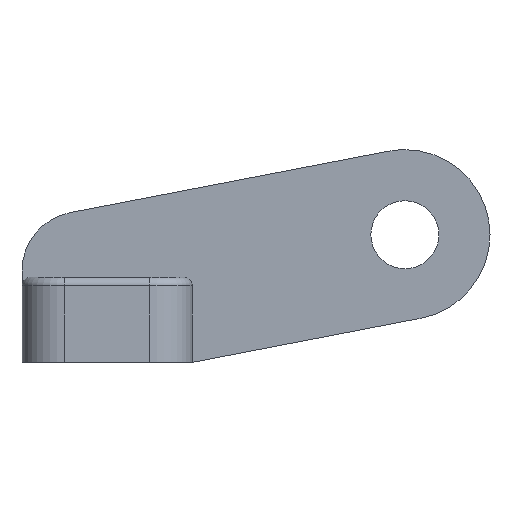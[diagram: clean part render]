
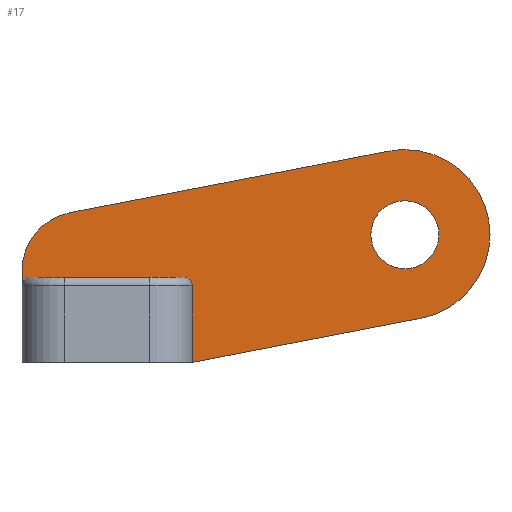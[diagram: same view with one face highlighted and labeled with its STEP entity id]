
A CAD part, left-side view. The second image highlights one B-rep face of the part: STEP entity #17.
In plain terms, the highlighted planar face has unit normal (-1, 0, 0).
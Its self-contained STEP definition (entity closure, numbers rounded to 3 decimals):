
#17 = ADVANCED_FACE('',(#18,#122),#133,.T.);
#18 = FACE_BOUND('',#19,.F.);
#19 = EDGE_LOOP('',(#20,#30,#39,#47,#56,#65,#74,#82,#90,#99,#107,#116));
#20 = ORIENTED_EDGE('',*,*,#21,.T.);
#21 = EDGE_CURVE('',#22,#24,#26,.T.);
#22 = VERTEX_POINT('',#23);
#23 = CARTESIAN_POINT('',(-22.7,10.,10.));
#24 = VERTEX_POINT('',#25);
#25 = CARTESIAN_POINT('',(-22.7,10.,10.735));
#26 = LINE('',#27,#28);
#27 = CARTESIAN_POINT('',(-22.7,10.,10.));
#28 = VECTOR('',#29,1.);
#29 = DIRECTION('',(0.,0.,1.));
#30 = ORIENTED_EDGE('',*,*,#31,.T.);
#31 = EDGE_CURVE('',#24,#32,#34,.T.);
#32 = VERTEX_POINT('',#33);
#33 = CARTESIAN_POINT('',(-22.7,4.324,17.608));
#34 = CIRCLE('',#35,7.);
#35 = AXIS2_PLACEMENT_3D('',#36,#37,#38);
#36 = CARTESIAN_POINT('',(-22.7,3.,10.735));
#37 = DIRECTION('',(1.,0.,0.));
#38 = DIRECTION('',(0.,-1.,0.));
#39 = ORIENTED_EDGE('',*,*,#40,.T.);
#40 = EDGE_CURVE('',#32,#41,#43,.T.);
#41 = VERTEX_POINT('',#42);
#42 = CARTESIAN_POINT('',(-22.7,-33.108,24.819));
#43 = LINE('',#44,#45);
#44 = CARTESIAN_POINT('',(-22.7,-3.604,19.136));
#45 = VECTOR('',#46,1.);
#46 = DIRECTION('',(0.,-0.982,0.189)
  );
#47 = ORIENTED_EDGE('',*,*,#48,.F.);
#48 = EDGE_CURVE('',#49,#41,#51,.T.);
#49 = VERTEX_POINT('',#50);
#50 = CARTESIAN_POINT('',(-22.7,-35.,25.));
#51 = CIRCLE('',#52,10.);
#52 = AXIS2_PLACEMENT_3D('',#53,#54,#55);
#53 = CARTESIAN_POINT('',(-22.7,-35.,15.));
#54 = DIRECTION('',(-1.,0.,0.));
#55 = DIRECTION('',(0.,1.,0.));
#56 = ORIENTED_EDGE('',*,*,#57,.F.);
#57 = EDGE_CURVE('',#58,#49,#60,.T.);
#58 = VERTEX_POINT('',#59);
#59 = CARTESIAN_POINT('',(-22.7,-45.,15.));
#60 = CIRCLE('',#61,10.);
#61 = AXIS2_PLACEMENT_3D('',#62,#63,#64);
#62 = CARTESIAN_POINT('',(-22.7,-35.,15.));
#63 = DIRECTION('',(-1.,0.,0.));
#64 = DIRECTION('',(0.,1.,0.));
#65 = ORIENTED_EDGE('',*,*,#66,.F.);
#66 = EDGE_CURVE('',#67,#58,#69,.T.);
#67 = VERTEX_POINT('',#68);
#68 = CARTESIAN_POINT('',(-22.7,-36.892,5.181));
#69 = CIRCLE('',#70,10.);
#70 = AXIS2_PLACEMENT_3D('',#71,#72,#73);
#71 = CARTESIAN_POINT('',(-22.7,-35.,15.));
#72 = DIRECTION('',(-1.,0.,0.));
#73 = DIRECTION('',(0.,1.,0.));
#74 = ORIENTED_EDGE('',*,*,#75,.T.);
#75 = EDGE_CURVE('',#67,#76,#78,.T.);
#76 = VERTEX_POINT('',#77);
#77 = CARTESIAN_POINT('',(-22.7,-10.,0.));
#78 = LINE('',#79,#80);
#79 = CARTESIAN_POINT('',(-22.7,-28.941,3.649));
#80 = VECTOR('',#81,1.);
#81 = DIRECTION('',(0.,0.982,-0.189));
#82 = ORIENTED_EDGE('',*,*,#83,.T.);
#83 = EDGE_CURVE('',#76,#84,#86,.T.);
#84 = VERTEX_POINT('',#85);
#85 = CARTESIAN_POINT('',(-22.7,-10.,9.));
#86 = LINE('',#87,#88);
#87 = CARTESIAN_POINT('',(-22.7,-10.,0.));
#88 = VECTOR('',#89,1.);
#89 = DIRECTION('',(0.,0.,1.));
#90 = ORIENTED_EDGE('',*,*,#91,.T.);
#91 = EDGE_CURVE('',#84,#92,#94,.T.);
#92 = VERTEX_POINT('',#93);
#93 = CARTESIAN_POINT('',(-22.7,-9.,10.));
#94 = CIRCLE('',#95,1.);
#95 = AXIS2_PLACEMENT_3D('',#96,#97,#98);
#96 = CARTESIAN_POINT('',(-22.7,-9.,9.));
#97 = DIRECTION('',(-1.,0.,0.));
#98 = DIRECTION('',(0.,1.,0.));
#99 = ORIENTED_EDGE('',*,*,#100,.T.);
#100 = EDGE_CURVE('',#92,#101,#103,.T.);
#101 = VERTEX_POINT('',#102);
#102 = CARTESIAN_POINT('',(-22.7,9.,10.));
#103 = LINE('',#104,#105);
#104 = CARTESIAN_POINT('',(-22.7,-10.,10.));
#105 = VECTOR('',#106,1.);
#106 = DIRECTION('',(0.,1.,0.));
#107 = ORIENTED_EDGE('',*,*,#108,.F.);
#108 = EDGE_CURVE('',#109,#101,#111,.T.);
#109 = VERTEX_POINT('',#110);
#110 = CARTESIAN_POINT('',(-22.7,10.,9.));
#111 = CIRCLE('',#112,1.);
#112 = AXIS2_PLACEMENT_3D('',#113,#114,#115);
#113 = CARTESIAN_POINT('',(-22.7,9.,9.));
#114 = DIRECTION('',(1.,0.,0.));
#115 = DIRECTION('',(0.,-1.,0.));
#116 = ORIENTED_EDGE('',*,*,#117,.F.);
#117 = EDGE_CURVE('',#22,#109,#118,.T.);
#118 = LINE('',#119,#120);
#119 = CARTESIAN_POINT('',(-22.7,10.,6.875));
#120 = VECTOR('',#121,1.);
#121 = DIRECTION('',(0.,0.,-1.));
#122 = FACE_BOUND('',#123,.F.);
#123 = EDGE_LOOP('',(#124));
#124 = ORIENTED_EDGE('',*,*,#125,.T.);
#125 = EDGE_CURVE('',#126,#126,#128,.T.);
#126 = VERTEX_POINT('',#127);
#127 = CARTESIAN_POINT('',(-22.7,-31.,15.));
#128 = CIRCLE('',#129,4.);
#129 = AXIS2_PLACEMENT_3D('',#130,#131,#132);
#130 = CARTESIAN_POINT('',(-22.7,-35.,15.));
#131 = DIRECTION('',(-1.,0.,0.));
#132 = DIRECTION('',(0.,1.,0.));
#133 = PLANE('',#134);
#134 = AXIS2_PLACEMENT_3D('',#135,#136,#137);
#135 = CARTESIAN_POINT('',(-22.7,-18.75,13.75));
#136 = DIRECTION('',(-1.,0.,0.));
#137 = DIRECTION('',(0.,-1.,0.));
